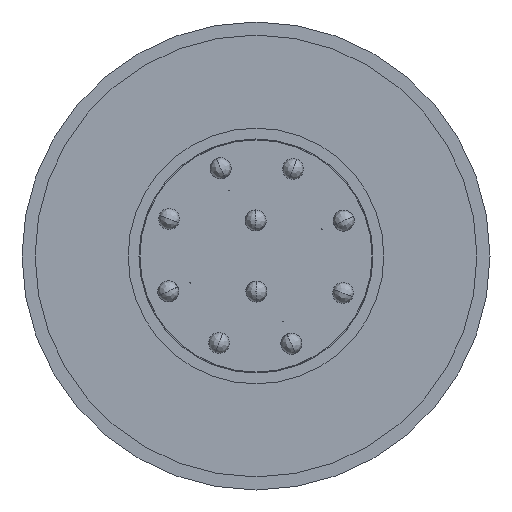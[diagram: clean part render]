
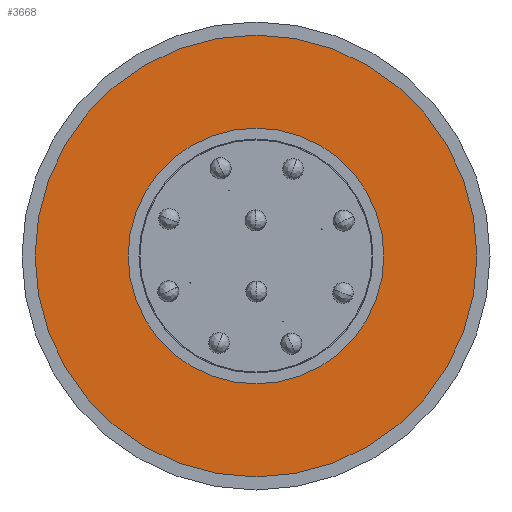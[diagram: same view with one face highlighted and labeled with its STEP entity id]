
A CAD part, left-side view. The second image highlights one B-rep face of the part: STEP entity #3668.
In plain terms, the highlighted planar face has unit normal (-1, 0, 0).
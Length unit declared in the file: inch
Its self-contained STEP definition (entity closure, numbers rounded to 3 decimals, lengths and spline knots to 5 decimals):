
#2466 = DIRECTION ( 'NONE',  ( 0., 0., 1. ) ) ;
#2603 = EDGE_LOOP ( 'NONE', ( #13349, #13348 ) ) ;
#2608 = EDGE_LOOP ( 'NONE', ( #13347, #13346 ) ) ;
#3009 = VERTEX_POINT ( 'NONE', #9688 ) ;
#3511 = VERTEX_POINT ( 'NONE', #9490 ) ;
#3512 = VERTEX_POINT ( 'NONE', #9491 ) ;
#3533 = VERTEX_POINT ( 'NONE', #9509 ) ;
#3668 = ADVANCED_FACE ( 'NONE', ( #6442, #6439 ), #14187, .F. ) ;
#4762 = CARTESIAN_POINT ( 'NONE',  ( 0., 0., 0. ) ) ;
#4763 = DIRECTION ( 'NONE',  ( -1., 0., 0. ) ) ;
#4764 = DIRECTION ( 'NONE',  ( 0., 0., 1. ) ) ;
#4824 = CARTESIAN_POINT ( 'NONE',  ( 0., 0., 0. ) ) ;
#4825 = DIRECTION ( 'NONE',  ( -1., 0., 0. ) ) ;
#4826 = DIRECTION ( 'NONE',  ( 0., 0., 1. ) ) ;
#4836 = CARTESIAN_POINT ( 'NONE',  ( 0., 0., 0. ) ) ;
#4837 = DIRECTION ( 'NONE',  ( -1., 0., 0. ) ) ;
#4838 = DIRECTION ( 'NONE',  ( 0., 0., 1. ) ) ;
#4863 = CARTESIAN_POINT ( 'NONE',  ( 0., 0., 0. ) ) ;
#4864 = DIRECTION ( 'NONE',  ( -1., 0., 0. ) ) ;
#5975 = AXIS2_PLACEMENT_3D ( 'NONE', #14183, #14192, #14193 ) ;
#6439 = FACE_OUTER_BOUND ( 'NONE', #2608, .T. ) ;
#6442 = FACE_BOUND ( 'NONE', #2603, .T. ) ;
#7457 = AXIS2_PLACEMENT_3D ( 'NONE', #4762, #4763, #4764 ) ;
#7471 = AXIS2_PLACEMENT_3D ( 'NONE', #4824, #4825, #4826 ) ;
#7475 = AXIS2_PLACEMENT_3D ( 'NONE', #4836, #4837, #4838 ) ;
#7483 = AXIS2_PLACEMENT_3D ( 'NONE', #4863, #4864, #2466 ) ;
#8980 = CIRCLE ( 'NONE', #7457, 0.3415 ) ;
#9015 = CIRCLE ( 'NONE', #7471, 0.59 ) ;
#9022 = CIRCLE ( 'NONE', #7475, 0.59 ) ;
#9030 = CIRCLE ( 'NONE', #7483, 0.3415 ) ;
#9490 = CARTESIAN_POINT ( 'NONE',  ( 0., 0., 0.3415 ) ) ;
#9491 = CARTESIAN_POINT ( 'NONE',  ( 0., 0., 0.59 ) ) ;
#9509 = CARTESIAN_POINT ( 'NONE',  ( 0., 0., -0.59 ) ) ;
#9688 = CARTESIAN_POINT ( 'NONE',  ( 0., 0., -0.3415 ) ) ;
#13346 = ORIENTED_EDGE ( 'NONE', *, *, #14889, .T. ) ;
#13347 = ORIENTED_EDGE ( 'NONE', *, *, #14884, .T. ) ;
#13348 = ORIENTED_EDGE ( 'NONE', *, *, #14860, .F. ) ;
#13349 = ORIENTED_EDGE ( 'NONE', *, *, #14897, .F. ) ;
#14183 = CARTESIAN_POINT ( 'NONE',  ( 0., 0.59, 0. ) ) ;
#14187 = PLANE ( 'NONE',  #5975 ) ;
#14192 = DIRECTION ( 'NONE',  ( 1., 0., 0. ) ) ;
#14193 = DIRECTION ( 'NONE',  ( 0., 0., -1. ) ) ;
#14860 = EDGE_CURVE ( 'NONE', #3009, #3511, #8980, .T. ) ;
#14884 = EDGE_CURVE ( 'NONE', #3512, #3533, #9015, .T. ) ;
#14889 = EDGE_CURVE ( 'NONE', #3533, #3512, #9022, .T. ) ;
#14897 = EDGE_CURVE ( 'NONE', #3511, #3009, #9030, .T. ) ;
